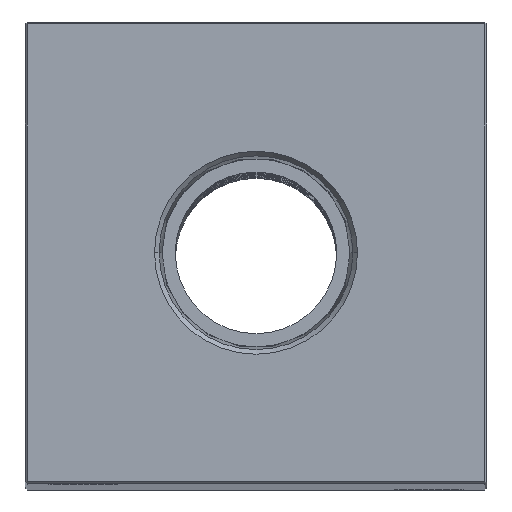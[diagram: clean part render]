
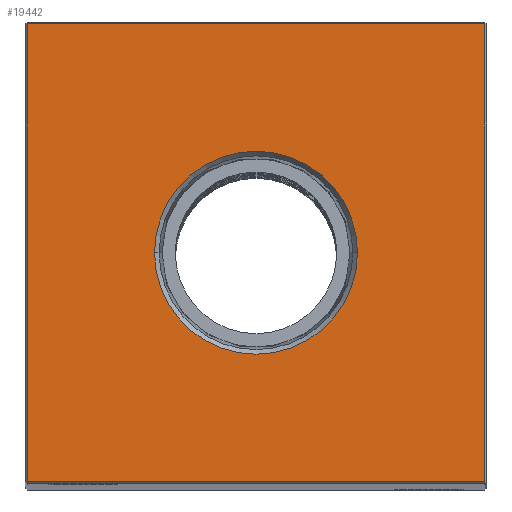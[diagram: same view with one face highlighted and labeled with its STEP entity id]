
A CAD part, top view. The second image highlights one B-rep face of the part: STEP entity #19442.
In plain terms, the highlighted planar face has unit normal (0, 0, 1).
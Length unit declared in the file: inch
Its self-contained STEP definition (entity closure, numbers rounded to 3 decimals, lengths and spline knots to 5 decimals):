
#74 = LINE ( 'NONE', #6672, #22434 ) ;
#384 = VERTEX_POINT ( 'NONE', #9471 ) ;
#1466 = EDGE_CURVE ( 'NONE', #11418, #24175, #11852, .T. ) ;
#2138 = ORIENTED_EDGE ( 'NONE', *, *, #25321, .T. ) ;
#2941 = VECTOR ( 'NONE', #12000, 39.37008 ) ;
#4320 = VERTEX_POINT ( 'NONE', #10370 ) ;
#6672 = CARTESIAN_POINT ( 'NONE',  ( 1.24, 0., 20.5 ) ) ;
#7190 = EDGE_CURVE ( 'NONE', #15954, #11418, #74, .T. ) ;
#7242 = CARTESIAN_POINT ( 'NONE',  ( 0., -1.24, 20.5 ) ) ;
#7691 = FACE_BOUND ( 'NONE', #25378, .T. ) ;
#7751 = EDGE_CURVE ( 'NONE', #384, #4320, #15905, .T. ) ;
#7894 = CARTESIAN_POINT ( 'NONE',  ( -1.24, -1.24, 20.5 ) ) ;
#8266 = CARTESIAN_POINT ( 'NONE',  ( 1.24, 1.24, 20.5 ) ) ;
#8396 = DIRECTION ( 'NONE',  ( 0., 0., 1. ) ) ;
#9471 = CARTESIAN_POINT ( 'NONE',  ( 0.5499, 0., 20.5 ) ) ;
#10370 = CARTESIAN_POINT ( 'NONE',  ( -0.5499, 0., 20.5 ) ) ;
#11236 = CARTESIAN_POINT ( 'NONE',  ( 0., 0., 20.5 ) ) ;
#11418 = VERTEX_POINT ( 'NONE', #8266 ) ;
#11852 = LINE ( 'NONE', #20796, #2941 ) ;
#12000 = DIRECTION ( 'NONE',  ( -1., 0., 0. ) ) ;
#12910 = DIRECTION ( 'NONE',  ( -1., 0., 0. ) ) ;
#13098 = AXIS2_PLACEMENT_3D ( 'NONE', #11236, #24868, #15928 ) ;
#13757 = ORIENTED_EDGE ( 'NONE', *, *, #16676, .T. ) ;
#14277 = LINE ( 'NONE', #7242, #14754 ) ;
#14754 = VECTOR ( 'NONE', #21007, 39.37008 ) ;
#15738 = VECTOR ( 'NONE', #23642, 39.37008 ) ;
#15905 = CIRCLE ( 'NONE', #13098, 0.5499 ) ;
#15928 = DIRECTION ( 'NONE',  ( 1., 0., 0. ) ) ;
#15954 = VERTEX_POINT ( 'NONE', #24811 ) ;
#16625 = PLANE ( 'NONE',  #20002 ) ;
#16676 = EDGE_CURVE ( 'NONE', #24175, #17940, #28019, .T. ) ;
#17062 = ORIENTED_EDGE ( 'NONE', *, *, #22940, .F. ) ;
#17180 = CARTESIAN_POINT ( 'NONE',  ( -1.24, 0., 20.5 ) ) ;
#17187 = CARTESIAN_POINT ( 'NONE',  ( 0., 0., 20.5 ) ) ;
#17940 = VERTEX_POINT ( 'NONE', #7894 ) ;
#18818 = FACE_OUTER_BOUND ( 'NONE', #25862, .T. ) ;
#18903 = ORIENTED_EDGE ( 'NONE', *, *, #1466, .T. ) ;
#19442 = ADVANCED_FACE ( 'NONE', ( #18818, #7691 ), #16625, .F. ) ;
#19652 = CARTESIAN_POINT ( 'NONE',  ( 0., 0., 20.5 ) ) ;
#19993 = ORIENTED_EDGE ( 'NONE', *, *, #7751, .F. ) ;
#20002 = AXIS2_PLACEMENT_3D ( 'NONE', #19652, #21704, #12910 ) ;
#20309 = CARTESIAN_POINT ( 'NONE',  ( -1.24, 1.24, 20.5 ) ) ;
#20796 = CARTESIAN_POINT ( 'NONE',  ( 0., 1.24, 20.5 ) ) ;
#21007 = DIRECTION ( 'NONE',  ( 1., 0., 0. ) ) ;
#21704 = DIRECTION ( 'NONE',  ( 0., 0., -1. ) ) ;
#22434 = VECTOR ( 'NONE', #28775, 39.37008 ) ;
#22940 = EDGE_CURVE ( 'NONE', #4320, #384, #24546, .T. ) ;
#23642 = DIRECTION ( 'NONE',  ( 0., -1., 0. ) ) ;
#23935 = DIRECTION ( 'NONE',  ( 1., 0., 0. ) ) ;
#24175 = VERTEX_POINT ( 'NONE', #20309 ) ;
#24546 = CIRCLE ( 'NONE', #24996, 0.5499 ) ;
#24811 = CARTESIAN_POINT ( 'NONE',  ( 1.24, -1.24, 20.5 ) ) ;
#24868 = DIRECTION ( 'NONE',  ( 0., 0., 1. ) ) ;
#24996 = AXIS2_PLACEMENT_3D ( 'NONE', #17187, #8396, #23935 ) ;
#25321 = EDGE_CURVE ( 'NONE', #17940, #15954, #14277, .T. ) ;
#25378 = EDGE_LOOP ( 'NONE', ( #19993, #17062 ) ) ;
#25862 = EDGE_LOOP ( 'NONE', ( #13757, #2138, #28727, #18903 ) ) ;
#28019 = LINE ( 'NONE', #17180, #15738 ) ;
#28727 = ORIENTED_EDGE ( 'NONE', *, *, #7190, .T. ) ;
#28775 = DIRECTION ( 'NONE',  ( 0., 1., 0. ) ) ;
